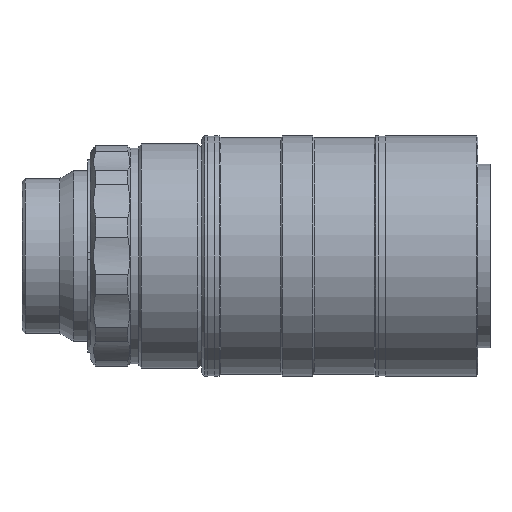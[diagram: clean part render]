
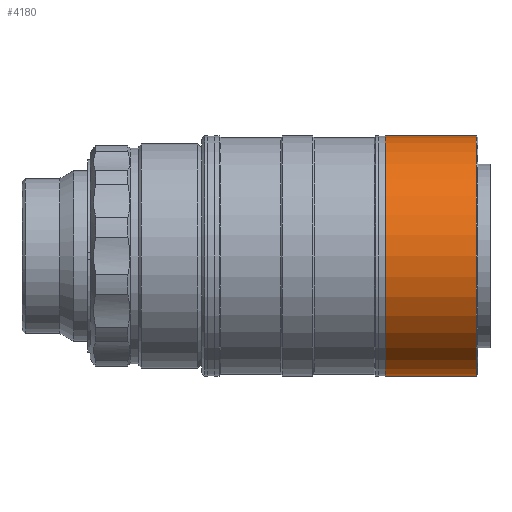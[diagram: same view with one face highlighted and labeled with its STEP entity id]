
A CAD part, front view. The second image highlights one B-rep face of the part: STEP entity #4180.
In plain terms, the highlighted cylindrical face has radius 38 mm (diameter 76 mm), a partial arc.
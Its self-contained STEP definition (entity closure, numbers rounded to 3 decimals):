
#154 = EDGE_LOOP ( 'NONE', ( #3445, #974, #396, #3594 ) ) ;
#396 = ORIENTED_EDGE ( 'NONE', *, *, #1318, .T. ) ;
#546 = VERTEX_POINT ( 'NONE', #2495 ) ;
#591 = DIRECTION ( 'NONE',  ( 0., 0., -1. ) ) ;
#798 = CARTESIAN_POINT ( 'NONE',  ( -0.166, 0., 38. ) ) ;
#974 = ORIENTED_EDGE ( 'NONE', *, *, #1816, .T. ) ;
#976 = DIRECTION ( 'NONE',  ( 0., 0., -1. ) ) ;
#1073 = CARTESIAN_POINT ( 'NONE',  ( -40.926, 0., -38. ) ) ;
#1252 = AXIS2_PLACEMENT_3D ( 'NONE', #2690, #4433, #976 ) ;
#1318 = EDGE_CURVE ( 'NONE', #3666, #1718, #1752, .T. ) ;
#1546 = LINE ( 'NONE', #798, #2057 ) ;
#1718 = VERTEX_POINT ( 'NONE', #3527 ) ;
#1752 = LINE ( 'NONE', #4108, #3258 ) ;
#1816 = EDGE_CURVE ( 'NONE', #546, #3666, #4058, .T. ) ;
#1966 = CIRCLE ( 'NONE', #1252, 38. ) ;
#2057 = VECTOR ( 'NONE', #3585, 1000. ) ;
#2294 = CARTESIAN_POINT ( 'NONE',  ( -40.926, 0., 0. ) ) ;
#2338 = DIRECTION ( 'NONE',  ( 1., 0., 0. ) ) ;
#2495 = CARTESIAN_POINT ( 'NONE',  ( -40.926, 0., 38. ) ) ;
#2690 = CARTESIAN_POINT ( 'NONE',  ( -12.146, 0., 0. ) ) ;
#2744 = DIRECTION ( 'NONE',  ( 1., 0., 0. ) ) ;
#2848 = VERTEX_POINT ( 'NONE', #4278 ) ;
#3009 = DIRECTION ( 'NONE',  ( 1., 0., 0. ) ) ;
#3122 = EDGE_CURVE ( 'NONE', #1718, #2848, #1966, .T. ) ;
#3258 = VECTOR ( 'NONE', #2744, 1000. ) ;
#3442 = EDGE_CURVE ( 'NONE', #546, #2848, #1546, .T. ) ;
#3445 = ORIENTED_EDGE ( 'NONE', *, *, #3442, .F. ) ;
#3527 = CARTESIAN_POINT ( 'NONE',  ( -12.146, 0., -38. ) ) ;
#3585 = DIRECTION ( 'NONE',  ( 1., 0., 0. ) ) ;
#3594 = ORIENTED_EDGE ( 'NONE', *, *, #3122, .T. ) ;
#3666 = VERTEX_POINT ( 'NONE', #1073 ) ;
#3689 = AXIS2_PLACEMENT_3D ( 'NONE', #2294, #3009, #591 ) ;
#3719 = AXIS2_PLACEMENT_3D ( 'NONE', #3763, #2338, #4063 ) ;
#3737 = CYLINDRICAL_SURFACE ( 'NONE', #3719, 38. ) ;
#3763 = CARTESIAN_POINT ( 'NONE',  ( -0.166, 0., 0. ) ) ;
#4058 = CIRCLE ( 'NONE', #3689, 38. ) ;
#4063 = DIRECTION ( 'NONE',  ( 0., 0., -1. ) ) ;
#4085 = FACE_OUTER_BOUND ( 'NONE', #154, .T. ) ;
#4108 = CARTESIAN_POINT ( 'NONE',  ( -0.166, 0., -38. ) ) ;
#4180 = ADVANCED_FACE ( 'NONE', ( #4085 ), #3737, .T. ) ;
#4278 = CARTESIAN_POINT ( 'NONE',  ( -12.146, 0., 38. ) ) ;
#4433 = DIRECTION ( 'NONE',  ( -1., 0., 0. ) ) ;
